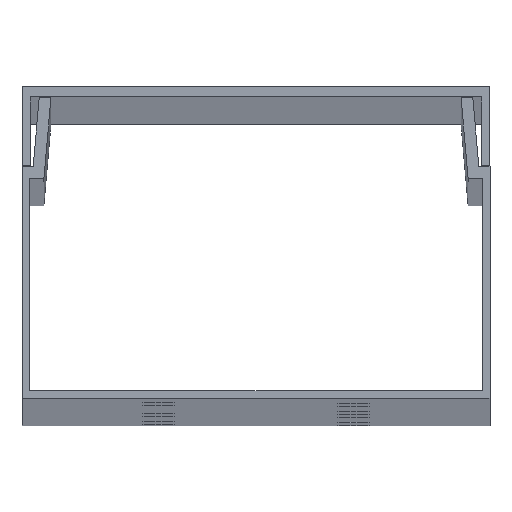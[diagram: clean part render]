
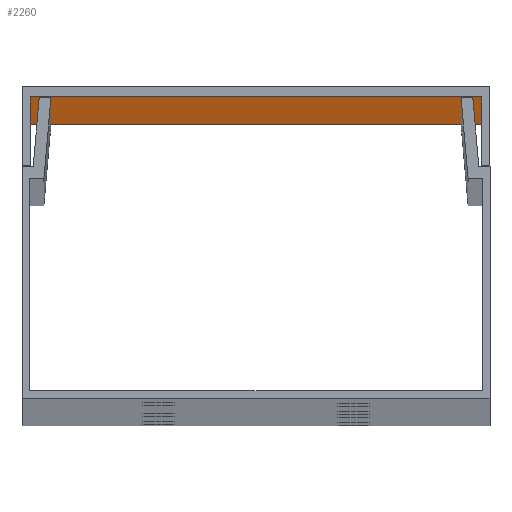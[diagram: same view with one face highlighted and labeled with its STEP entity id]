
A CAD part, top view. The second image highlights one B-rep face of the part: STEP entity #2260.
In plain terms, the highlighted planar face has unit normal (0, -1, 0).
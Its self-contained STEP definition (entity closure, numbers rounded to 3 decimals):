
#73 = CARTESIAN_POINT ( 'NONE',  ( 28.949, 38.648, 1000. ) ) ;
#138 = CARTESIAN_POINT ( 'NONE',  ( -28.949, 38.648, 1000. ) ) ;
#382 = VERTEX_POINT ( 'NONE', #890 ) ;
#471 = AXIS2_PLACEMENT_3D ( 'NONE', #585, #2171, #2180 ) ;
#518 = CARTESIAN_POINT ( 'NONE',  ( -28.949, 38.648, -1000. ) ) ;
#525 = VECTOR ( 'NONE', #1854, 1000. ) ;
#578 = DIRECTION ( 'NONE',  ( 0., 0., -1. ) ) ;
#585 = CARTESIAN_POINT ( 'NONE',  ( -28.949, 38.648, 1000. ) ) ;
#631 = DIRECTION ( 'NONE',  ( 0., 0., -1. ) ) ;
#693 = VECTOR ( 'NONE', #631, 1000. ) ;
#702 = VERTEX_POINT ( 'NONE', #138 ) ;
#751 = LINE ( 'NONE', #73, #693 ) ;
#785 = VECTOR ( 'NONE', #578, 1000. ) ;
#890 = CARTESIAN_POINT ( 'NONE',  ( 28.949, 38.648, 1000. ) ) ;
#901 = VERTEX_POINT ( 'NONE', #1936 ) ;
#982 = EDGE_CURVE ( 'NONE', #702, #382, #1329, .T. ) ;
#1129 = EDGE_CURVE ( 'NONE', #1380, #901, #2355, .T. ) ;
#1195 = ORIENTED_EDGE ( 'NONE', *, *, #1129, .T. ) ;
#1278 = LINE ( 'NONE', #1681, #785 ) ;
#1329 = LINE ( 'NONE', #1990, #525 ) ;
#1380 = VERTEX_POINT ( 'NONE', #518 ) ;
#1412 = VECTOR ( 'NONE', #2292, 1000. ) ;
#1459 = EDGE_CURVE ( 'NONE', #702, #1380, #1278, .T. ) ;
#1462 = FACE_OUTER_BOUND ( 'NONE', #2004, .T. ) ;
#1477 = ORIENTED_EDGE ( 'NONE', *, *, #982, .F. ) ;
#1681 = CARTESIAN_POINT ( 'NONE',  ( -28.949, 38.648, 1000. ) ) ;
#1682 = EDGE_CURVE ( 'NONE', #382, #901, #751, .T. ) ;
#1850 = ORIENTED_EDGE ( 'NONE', *, *, #1459, .T. ) ;
#1854 = DIRECTION ( 'NONE',  ( 1., 0., 0. ) ) ;
#1936 = CARTESIAN_POINT ( 'NONE',  ( 28.949, 38.648, -1000. ) ) ;
#1990 = CARTESIAN_POINT ( 'NONE',  ( -28.949, 38.648, 1000. ) ) ;
#2004 = EDGE_LOOP ( 'NONE', ( #1195, #2321, #1477, #1850 ) ) ;
#2155 = CARTESIAN_POINT ( 'NONE',  ( -28.949, 38.648, -1000. ) ) ;
#2171 = DIRECTION ( 'NONE',  ( 0., 1., 0. ) ) ;
#2180 = DIRECTION ( 'NONE',  ( -1., 0., 0. ) ) ;
#2216 = PLANE ( 'NONE',  #471 ) ;
#2260 = ADVANCED_FACE ( 'NONE', ( #1462 ), #2216, .F. ) ;
#2292 = DIRECTION ( 'NONE',  ( 1., 0., 0. ) ) ;
#2321 = ORIENTED_EDGE ( 'NONE', *, *, #1682, .F. ) ;
#2355 = LINE ( 'NONE', #2155, #1412 ) ;
